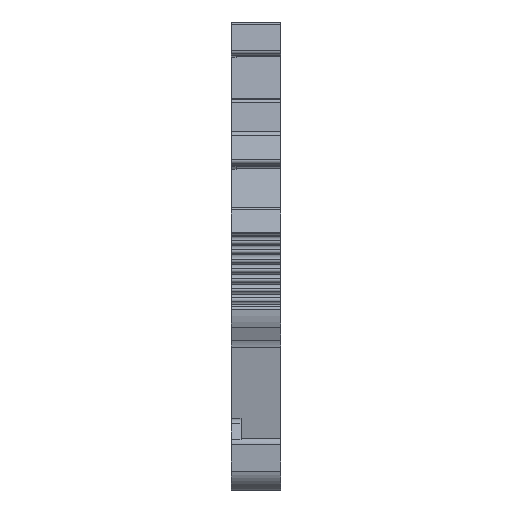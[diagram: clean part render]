
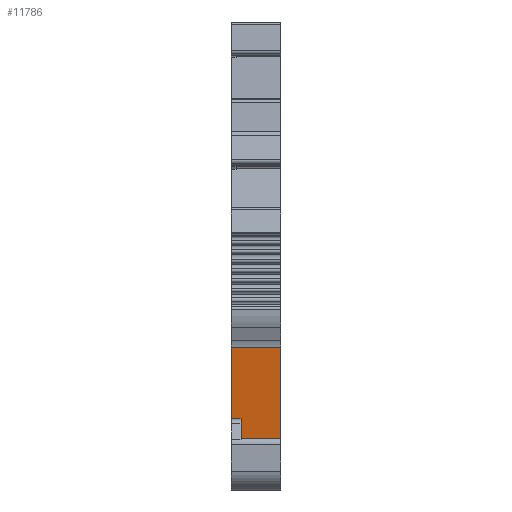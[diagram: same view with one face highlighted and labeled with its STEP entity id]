
A CAD part, left-side view. The second image highlights one B-rep face of the part: STEP entity #11786.
In plain terms, the highlighted planar face has unit normal (-0.986, 0, -0.168).
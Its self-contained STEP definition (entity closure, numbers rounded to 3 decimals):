
#2046=ORIENTED_EDGE('',*,*,#4137,.T.);
#2047=ORIENTED_EDGE('',*,*,#4138,.F.);
#2048=ORIENTED_EDGE('',*,*,#4139,.T.);
#2049=ORIENTED_EDGE('',*,*,#3749,.T.);
#2050=ORIENTED_EDGE('',*,*,#4136,.F.);
#2051=ORIENTED_EDGE('',*,*,#3634,.F.);
#3634=EDGE_CURVE('',#4846,#4847,#5620,.T.);
#3749=EDGE_CURVE('',#4962,#4961,#5662,.T.);
#4136=EDGE_CURVE('',#4847,#4961,#5926,.T.);
#4137=EDGE_CURVE('',#4846,#5235,#5927,.T.);
#4138=EDGE_CURVE('',#5236,#5235,#5928,.T.);
#4139=EDGE_CURVE('',#5236,#4962,#5929,.T.);
#4846=VERTEX_POINT('',#16370);
#4847=VERTEX_POINT('',#16372);
#4961=VERTEX_POINT('',#16601);
#4962=VERTEX_POINT('',#16603);
#5235=VERTEX_POINT('',#17407);
#5236=VERTEX_POINT('',#17409);
#5620=LINE('',#16371,#6500);
#5662=LINE('',#16602,#6542);
#5926=LINE('',#17404,#6806);
#5927=LINE('',#17406,#6807);
#5928=LINE('',#17408,#6808);
#5929=LINE('',#17410,#6809);
#6500=VECTOR('',#13696,1000.);
#6542=VECTOR('',#13886,1000.);
#6806=VECTOR('',#14578,1000.);
#6807=VECTOR('',#14581,1000.);
#6808=VECTOR('',#14582,1000.);
#6809=VECTOR('',#14583,1000.);
#7322=EDGE_LOOP('',(#2046,#2047,#2048,#2049,#2050,#2051));
#7801=FACE_BOUND('',#7322,.T.);
#8202=PLANE('',#12594);
#11786=ADVANCED_FACE('',(#7801),#8202,.F.);
#12594=AXIS2_PLACEMENT_3D('',#17405,#14579,#14580);
#13696=DIRECTION('',(-0.168,0.,0.986));
#13886=DIRECTION('',(-0.168,0.,0.986));
#14578=DIRECTION('',(0.,-1.,0.));
#14579=DIRECTION('',(0.986,0.,0.168));
#14580=DIRECTION('',(0.168,0.,-0.986));
#14581=DIRECTION('',(0.,-1.,0.));
#14582=DIRECTION('',(-0.168,0.,0.986));
#14583=DIRECTION('',(0.,-1.,0.));
#16370=CARTESIAN_POINT('',(-28.609,2.85,-21.555));
#16371=CARTESIAN_POINT('',(-31.37,2.85,-5.344));
#16372=CARTESIAN_POINT('',(-29.835,2.85,-14.358));
#16601=CARTESIAN_POINT('',(-29.835,-2.15,-14.358));
#16602=CARTESIAN_POINT('',(-28.609,-2.15,-21.555));
#16603=CARTESIAN_POINT('',(-27.844,-2.15,-26.045));
#17404=CARTESIAN_POINT('',(-29.835,84.954,-14.358));
#17405=CARTESIAN_POINT('',(-28.609,84.954,-21.555));
#17406=CARTESIAN_POINT('',(-28.609,84.954,-21.555));
#17407=CARTESIAN_POINT('',(-28.609,1.85,-21.555));
#17408=CARTESIAN_POINT('',(-27.844,1.85,-26.045));
#17409=CARTESIAN_POINT('',(-27.844,1.85,-26.045));
#17410=CARTESIAN_POINT('',(-27.844,1.85,-26.045));
